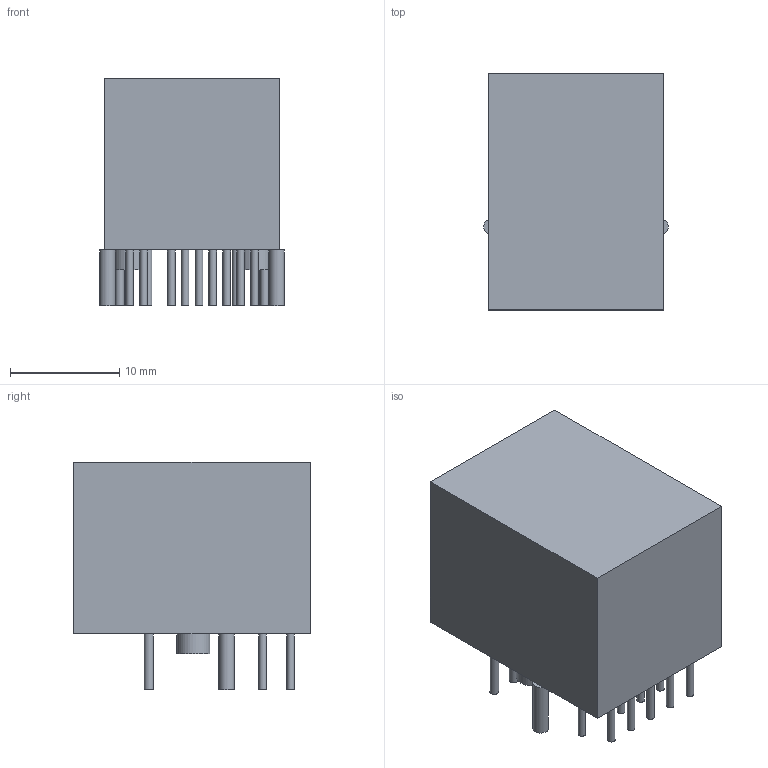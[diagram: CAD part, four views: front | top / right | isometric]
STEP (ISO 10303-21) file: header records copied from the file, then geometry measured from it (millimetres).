
FILE_DESCRIPTION(('FreeCAD Model'),'2;1');
FILE_NAME('2216790.1.2.stp','2020-04-07T15:33:36',( 'Author'),(''),'Open CASCADE STEP processor 6.9','FreeCAD','Unknown' );
FILE_SCHEMA(('AUTOMOTIVE_DESIGN { 1 0 10303 214 1 1 1 1 }'));
Length unit declared in the file: millimetre
Products named in the file (4): ASSEMBLY; Body; Lugs; Leads
Assembly tree (35 placements, depth 2):
  ASSEMBLY
    Body
    Lugs  x17
    Leads  x17
Bounding box: 16.92 x 21.6 x 20.81 mm (x, y, z)
Volume: 6663.9 mm3; surface area: 6622.6 mm2
Topology: 290 solids, 290 shells, 873 faces, 879 edges, 586 vertices
Faces by surface type: plane 584, cylinder 289
Full cylindrical faces by diameter (mm): 0.69 x153, 0.82 x68, 1.43 x34, 3.05 x34
Entity records: 2363 total; most frequent: DIRECTION 409, CARTESIAN_POINT 324, AXIS2_PLACEMENT_3D 127, ORIENTED_EDGE 126, PCURVE 126, DEFINITIONAL_REPRESENTATION 126, LINE 121, VECTOR 121
